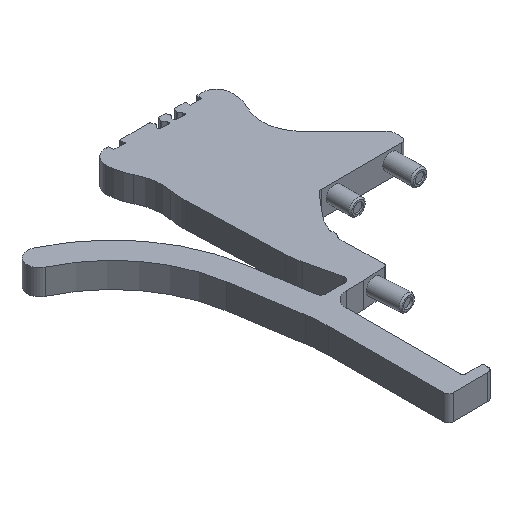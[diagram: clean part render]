
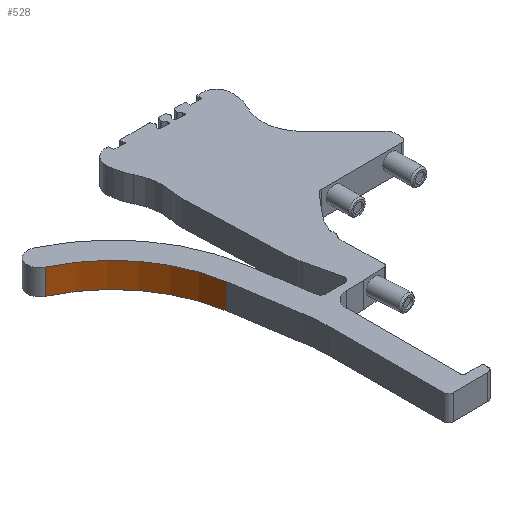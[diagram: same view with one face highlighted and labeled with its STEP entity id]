
A CAD part, isometric view. The second image highlights one B-rep face of the part: STEP entity #528.
In plain terms, the highlighted cylindrical face has radius 27.5 mm (diameter 55 mm), a partial arc.
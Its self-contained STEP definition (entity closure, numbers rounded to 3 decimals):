
#105=CYLINDRICAL_SURFACE('',#1967,27.5);
#243=LINE('',#2890,#415);
#245=LINE('',#2893,#417);
#415=VECTOR('',#2303,1.);
#417=VECTOR('',#2307,1.);
#528=ADVANCED_FACE('',(#674),#105,.F.);
#674=FACE_OUTER_BOUND('',#768,.T.);
#768=EDGE_LOOP('',(#1017,#1018,#1019,#1020));
#1017=ORIENTED_EDGE('',*,*,#1691,.T.);
#1018=ORIENTED_EDGE('',*,*,#1655,.T.);
#1019=ORIENTED_EDGE('',*,*,#1689,.F.);
#1020=ORIENTED_EDGE('',*,*,#1610,.F.);
#1393=VERTEX_POINT('',#2651);
#1433=VERTEX_POINT('',#2733);
#1477=VERTEX_POINT('',#2823);
#1478=VERTEX_POINT('',#2825);
#1610=EDGE_CURVE('',#1433,#1393,#1838,.T.);
#1655=EDGE_CURVE('',#1478,#1477,#1852,.T.);
#1689=EDGE_CURVE('',#1393,#1477,#243,.T.);
#1691=EDGE_CURVE('',#1433,#1478,#245,.T.);
#1838=CIRCLE('',#1929,27.5);
#1852=CIRCLE('',#1944,27.5);
#1929=AXIS2_PLACEMENT_3D('',#2734,#2184,#2185);
#1944=AXIS2_PLACEMENT_3D('',#2824,#2245,#2246);
#1967=AXIS2_PLACEMENT_3D('',#2894,#2308,#2309);
#2184=DIRECTION('',(0.,0.,1.));
#2185=DIRECTION('',(1.,0.,0.));
#2245=DIRECTION('',(0.,0.,1.));
#2246=DIRECTION('',(1.,0.,0.));
#2303=DIRECTION('',(0.,0.,1.));
#2307=DIRECTION('',(0.,0.,1.));
#2308=DIRECTION('',(0.,0.,1.));
#2309=DIRECTION('',(1.,0.,0.));
#2651=CARTESIAN_POINT('',(-18.146,62.847,1.009));
#2733=CARTESIAN_POINT('',(-2.511,42.181,1.009));
#2734=CARTESIAN_POINT('',(-29.673,37.879,1.009));
#2823=CARTESIAN_POINT('',(-18.146,62.847,6.089));
#2824=CARTESIAN_POINT('',(-29.673,37.879,6.089));
#2825=CARTESIAN_POINT('',(-2.511,42.181,6.089));
#2890=CARTESIAN_POINT('',(-18.146,62.847,1.009));
#2893=CARTESIAN_POINT('',(-2.511,42.181,1.009));
#2894=CARTESIAN_POINT('',(-29.673,37.879,1.009));
